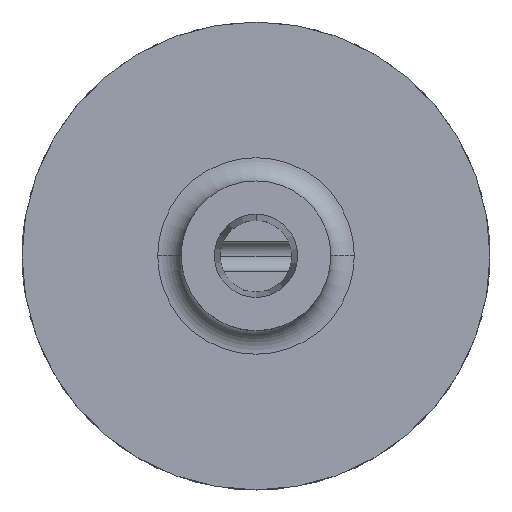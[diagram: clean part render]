
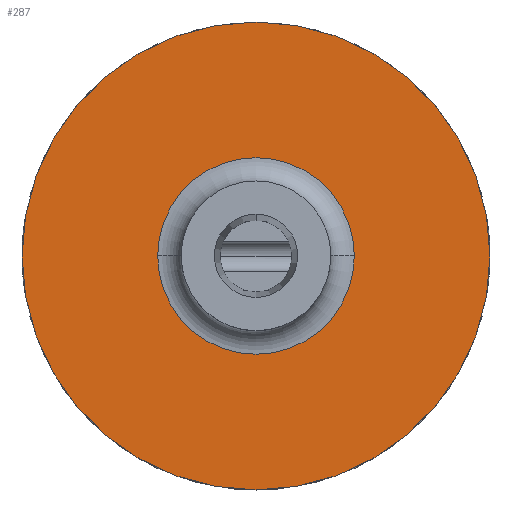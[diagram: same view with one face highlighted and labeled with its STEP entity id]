
A CAD part, top view. The second image highlights one B-rep face of the part: STEP entity #287.
In plain terms, the highlighted planar face has unit normal (0, 0, 1).
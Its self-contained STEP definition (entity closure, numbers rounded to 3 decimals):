
#19 = DIRECTION ( 'NONE',  ( -1., 0., 0. ) ) ;
#108 = CIRCLE ( 'NONE', #1061, 21. ) ;
#148 = VERTEX_POINT ( 'NONE', #615 ) ;
#175 = CARTESIAN_POINT ( 'NONE',  ( 50., 0., 38. ) ) ;
#185 = DIRECTION ( 'NONE',  ( 0., 0., -1. ) ) ;
#202 = AXIS2_PLACEMENT_3D ( 'NONE', #2043, #185, #529 ) ;
#287 = ADVANCED_FACE ( 'NONE', ( #1289, #378 ), #1867, .F. ) ;
#376 = CIRCLE ( 'NONE', #202, 50. ) ;
#378 = FACE_OUTER_BOUND ( 'NONE', #1100, .T. ) ;
#486 = VERTEX_POINT ( 'NONE', #175 ) ;
#503 = EDGE_CURVE ( 'NONE', #148, #486, #1373, .T. ) ;
#529 = DIRECTION ( 'NONE',  ( -1., 0., 0. ) ) ;
#545 = ORIENTED_EDGE ( 'NONE', *, *, #705, .T. ) ;
#553 = DIRECTION ( 'NONE',  ( -1., 0., 0. ) ) ;
#556 = DIRECTION ( 'NONE',  ( 0., 0., -1. ) ) ;
#615 = CARTESIAN_POINT ( 'NONE',  ( -50., 0., 38. ) ) ;
#683 = DIRECTION ( 'NONE',  ( 0., 0., -1. ) ) ;
#686 = DIRECTION ( 'NONE',  ( 0., 0., -1. ) ) ;
#705 = EDGE_CURVE ( 'NONE', #1580, #1000, #108, .T. ) ;
#718 = CARTESIAN_POINT ( 'NONE',  ( 0., 0., 38. ) ) ;
#721 = ORIENTED_EDGE ( 'NONE', *, *, #949, .T. ) ;
#732 = CARTESIAN_POINT ( 'NONE',  ( -21., 0., 38. ) ) ;
#844 = EDGE_CURVE ( 'NONE', #486, #148, #376, .T. ) ;
#949 = EDGE_CURVE ( 'NONE', #1000, #1580, #1314, .T. ) ;
#1000 = VERTEX_POINT ( 'NONE', #732 ) ;
#1036 = CARTESIAN_POINT ( 'NONE',  ( 0., 0., 38. ) ) ;
#1061 = AXIS2_PLACEMENT_3D ( 'NONE', #1036, #686, #19 ) ;
#1100 = EDGE_LOOP ( 'NONE', ( #1739, #2001 ) ) ;
#1283 = AXIS2_PLACEMENT_3D ( 'NONE', #1843, #1504, #1832 ) ;
#1289 = FACE_BOUND ( 'NONE', #1324, .T. ) ;
#1314 = CIRCLE ( 'NONE', #1941, 21. ) ;
#1324 = EDGE_LOOP ( 'NONE', ( #721, #545 ) ) ;
#1373 = CIRCLE ( 'NONE', #1656, 50. ) ;
#1504 = DIRECTION ( 'NONE',  ( 0., 0., -1. ) ) ;
#1580 = VERTEX_POINT ( 'NONE', #2085 ) ;
#1656 = AXIS2_PLACEMENT_3D ( 'NONE', #1709, #683, #1878 ) ;
#1709 = CARTESIAN_POINT ( 'NONE',  ( 0., 0., 38. ) ) ;
#1739 = ORIENTED_EDGE ( 'NONE', *, *, #503, .F. ) ;
#1832 = DIRECTION ( 'NONE',  ( -1., 0., 0. ) ) ;
#1843 = CARTESIAN_POINT ( 'NONE',  ( 0., 0., 38. ) ) ;
#1867 = PLANE ( 'NONE',  #1283 ) ;
#1878 = DIRECTION ( 'NONE',  ( -1., 0., 0. ) ) ;
#1941 = AXIS2_PLACEMENT_3D ( 'NONE', #718, #556, #553 ) ;
#2001 = ORIENTED_EDGE ( 'NONE', *, *, #844, .F. ) ;
#2043 = CARTESIAN_POINT ( 'NONE',  ( 0., 0., 38. ) ) ;
#2085 = CARTESIAN_POINT ( 'NONE',  ( 21., 0., 38. ) ) ;
